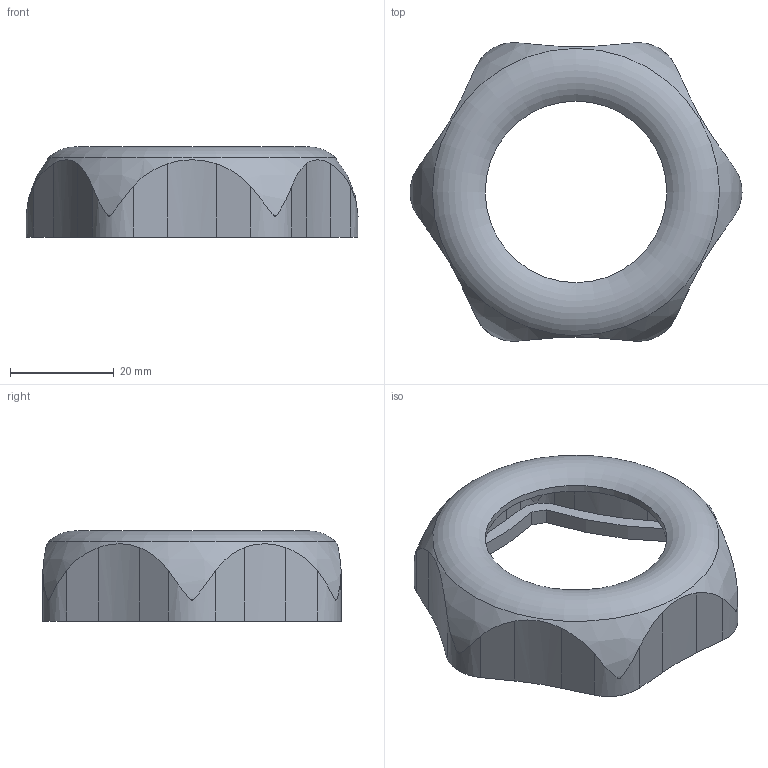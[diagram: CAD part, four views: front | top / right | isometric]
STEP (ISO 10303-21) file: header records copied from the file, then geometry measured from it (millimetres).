
FILE_DESCRIPTION( ( 'STEP AP203' ), '1' );
FILE_NAME( 'VK3060.step', '2022-07-20T07:46:06', ( ' ' ), ( ' ' ), 'XStep 1.0', ' ', ' ' );
FILE_SCHEMA( ( 'CONFIG_CONTROL_DESIGN' ) );
Length unit declared in the file: millimetre
Products named in the file (1): 1
Bounding box: 64 x 57.5 x 17.39 mm (x, y, z)
Volume: 9872.8 mm3; surface area: 9942.1 mm2
Topology: 1 solids, 1 shells, 2204 faces, 6529 edges, 4352 vertices
Faces by surface type: plane 2101, cylinder 68, torus 28, bspline 7
Full cylindrical faces by diameter (mm): 35 x1
Entity records: 78196 total; most frequent: CARTESIAN_POINT 27698, ORIENTED_EDGE 13034, DIRECTION 6717, EDGE_CURVE 6517, VERTEX_POINT 4346, B_SPLINE_CURVE_WITH_KNOTS 4264, AXIS2_PLACEMENT_3D 2267, EDGE_LOOP 2235
